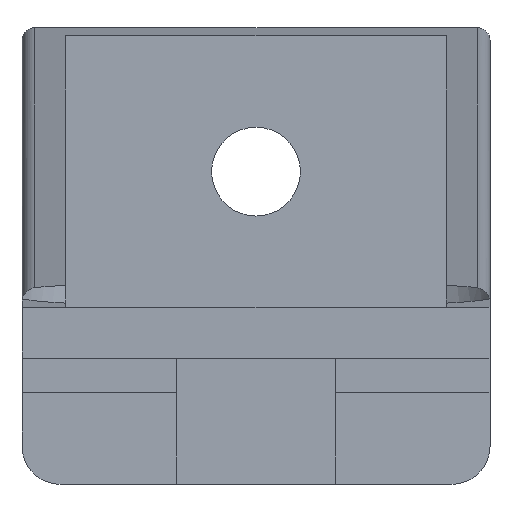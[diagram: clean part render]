
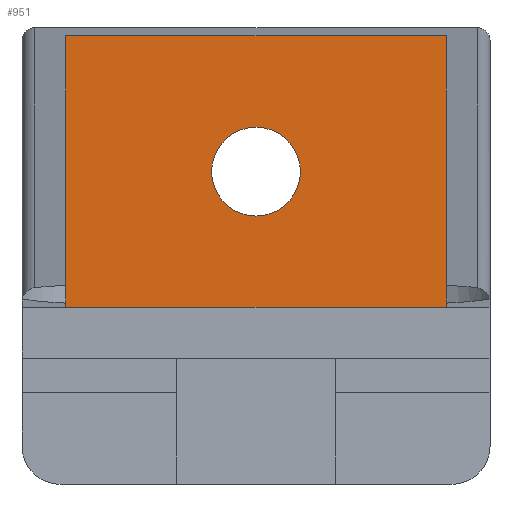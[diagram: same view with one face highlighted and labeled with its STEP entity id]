
A CAD part, front view. The second image highlights one B-rep face of the part: STEP entity #951.
In plain terms, the highlighted planar face has unit normal (0, -1, 0).
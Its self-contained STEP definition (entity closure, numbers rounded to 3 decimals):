
#304 = VERTEX_POINT('',#305);
#305 = CARTESIAN_POINT('',(15.,169.75,28.105));
#311 = EDGE_CURVE('',#304,#312,#314,.T.);
#312 = VERTEX_POINT('',#313);
#313 = CARTESIAN_POINT('',(-15.,169.75,28.105));
#314 = LINE('',#315,#316);
#315 = CARTESIAN_POINT('',(15.,169.75,28.105));
#316 = VECTOR('',#317,1.);
#317 = DIRECTION('',(-1.,0.,0.));
#564 = EDGE_CURVE('',#565,#565,#567,.T.);
#565 = VERTEX_POINT('',#566);
#566 = CARTESIAN_POINT('',(3.5,169.75,17.402));
#567 = CIRCLE('',#568,3.5);
#568 = AXIS2_PLACEMENT_3D('',#569,#570,#571);
#569 = CARTESIAN_POINT('',(0.,169.75,17.402));
#570 = DIRECTION('',(0.,-1.,0.));
#571 = DIRECTION('',(1.,0.,0.));
#702 = VERTEX_POINT('',#703);
#703 = CARTESIAN_POINT('',(15.,169.75,6.7));
#709 = EDGE_CURVE('',#702,#710,#712,.T.);
#710 = VERTEX_POINT('',#711);
#711 = CARTESIAN_POINT('',(-15.,169.75,6.7));
#712 = LINE('',#713,#714);
#713 = CARTESIAN_POINT('',(15.,169.75,6.7));
#714 = VECTOR('',#715,1.);
#715 = DIRECTION('',(-1.,0.,0.));
#939 = EDGE_CURVE('',#710,#312,#940,.T.);
#940 = LINE('',#941,#942);
#941 = CARTESIAN_POINT('',(-15.,169.75,6.7));
#942 = VECTOR('',#943,1.);
#943 = DIRECTION('',(0.,0.,1.));
#951 = ADVANCED_FACE('',(#952,#963),#966,.F.);
#952 = FACE_BOUND('',#953,.F.);
#953 = EDGE_LOOP('',(#954,#955,#956,#957));
#954 = ORIENTED_EDGE('',*,*,#709,.T.);
#955 = ORIENTED_EDGE('',*,*,#939,.T.);
#956 = ORIENTED_EDGE('',*,*,#311,.F.);
#957 = ORIENTED_EDGE('',*,*,#958,.F.);
#958 = EDGE_CURVE('',#702,#304,#959,.T.);
#959 = LINE('',#960,#961);
#960 = CARTESIAN_POINT('',(15.,169.75,6.7));
#961 = VECTOR('',#962,1.);
#962 = DIRECTION('',(0.,0.,1.));
#963 = FACE_BOUND('',#964,.F.);
#964 = EDGE_LOOP('',(#965));
#965 = ORIENTED_EDGE('',*,*,#564,.T.);
#966 = PLANE('',#967);
#967 = AXIS2_PLACEMENT_3D('',#968,#969,#970);
#968 = CARTESIAN_POINT('',(15.,169.75,6.7));
#969 = DIRECTION('',(0.,1.,0.));
#970 = DIRECTION('',(0.,0.,1.));
